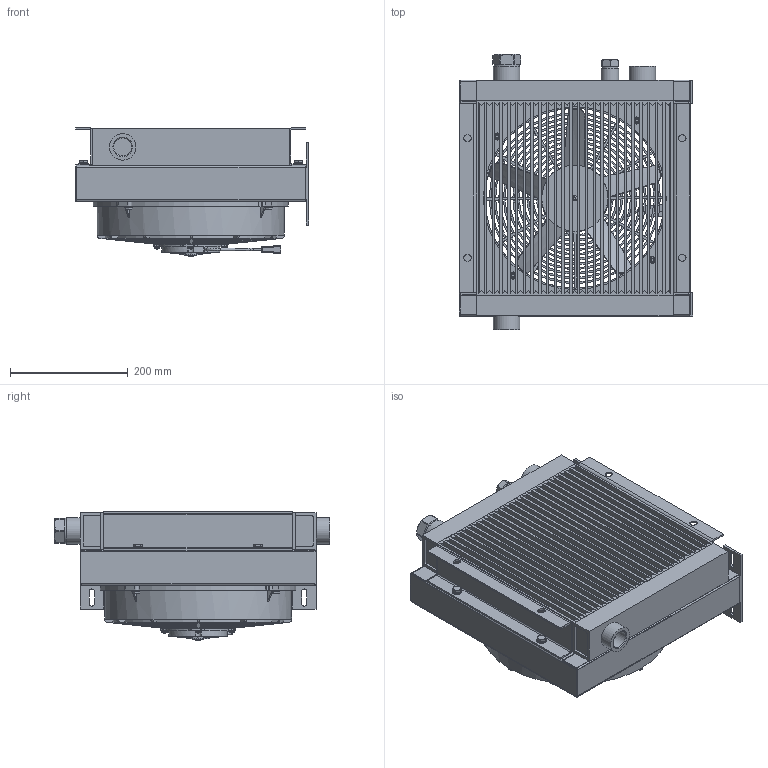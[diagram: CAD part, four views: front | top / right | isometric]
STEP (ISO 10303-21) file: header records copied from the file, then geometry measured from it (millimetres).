
FILE_DESCRIPTION((''),'2;1');
FILE_NAME('LDC-011-B-0-00-000-0-0.stp','2008-06-04T08:52:03',('smasc'),(''),'Autodesk Inventor 2008','Autodesk Inventor 2008','');
FILE_SCHEMA(('AUTOMOTIVE_DESIGN { 1 0 10303 214 1 1 1 1 }'));
Length unit declared in the file: millimetre
Products named in the file (1): Part1
Bounding box: 396 x 466.5 x 218 mm (x, y, z)
Volume: 4754878.3 mm3; surface area: 2296068.1 mm2
Topology: 28 solids, 28 shells, 2010 faces, 5458 edges, 3572 vertices
Faces by surface type: plane 1056, cylinder 489, cone 368, bspline 47, torus 42, sphere 8
Full cylindrical faces by diameter (mm): 4.567 x8, 5 x12, 6 x16, 6.4 x4, 8 x9, 8.4 x4, 8.88 x4, 11.63 x4, 12 x5, 16 x4, 18.631 x1, 20 x1, 21 x2, 22 x1, 28.5 x1, 30 x1, 30.291 x1, 31 x1, 35 x2, 39 x1, 43 x1, 45 x3, 112 x1, 305 x1, 317 x1
Entity records: 67521 total; most frequent: CARTESIAN_POINT 15592, ORIENTED_EDGE 10424, DIRECTION 10111, EDGE_CURVE 5212, AXIS2_PLACEMENT_3D 3604, VERTEX_POINT 3507, VECTOR 2903, LINE 2903
